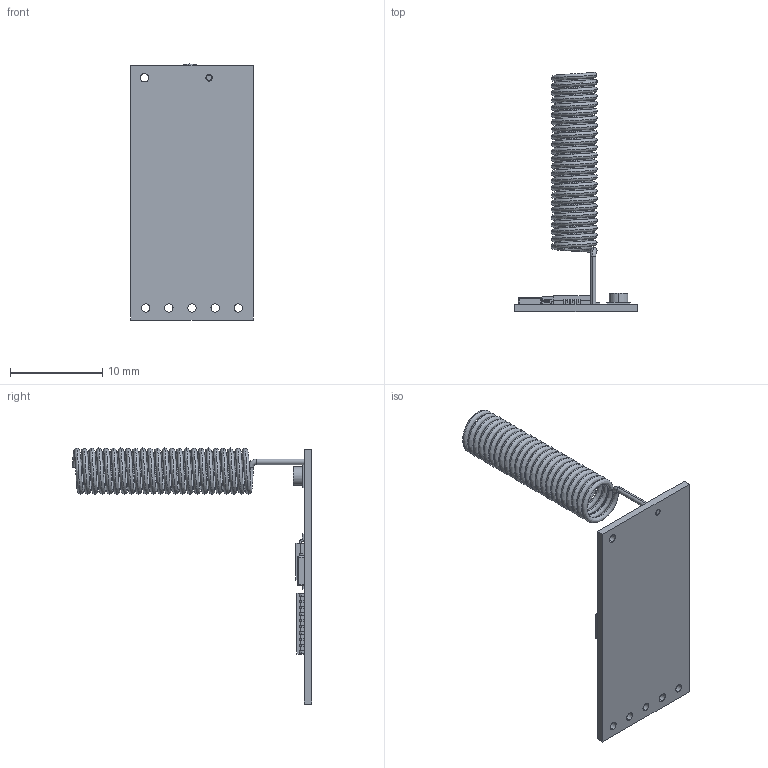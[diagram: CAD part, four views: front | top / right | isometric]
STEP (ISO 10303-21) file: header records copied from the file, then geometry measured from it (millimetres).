
FILE_DESCRIPTION (( 'STEP AP214' ), '1' );
FILE_NAME ('HC-12 SI4463 WIRELESS SERIAL MODULE.STEP', '2017-08-20T08:34:00', ( '' ), ( '' ), 'SwSTEP 2.0', 'SolidWorks 2017', '' );
FILE_SCHEMA (( 'AUTOMOTIVE_DESIGN' ));
Length unit declared in the file: millimetre
Products named in the file (7): LARGE IC CHIP, HC-12 SI4463 WIRELESS SERIAL MODULE; SPRING, HC-12 SI4463 WIRELESS SERIAL MODULE_9434K154; 30 MHZ CRYSTAL OSCILLATOR, HC-12 SI4463 WIRELESS SERIAL MODULE; PCB, HC-12 SI4463 WIRELESS SERIAL MODULE; HC-12 SI4463 WIRELESS SERIAL MODULE; ANTENNA MOUNT, HC-12 SI4463 WIRELESS SERIAL MODULE; SMALL IC CHIP, HC-12 SI4463 WIRELESS SERIAL MODULE
Assembly tree (6 placements, depth 2):
  HC-12 SI4463 WIRELESS SERIAL MODULE
    PCB, HC-12 SI4463 WIRELESS SERIAL MODULE
    ANTENNA MOUNT, HC-12 SI4463 WIRELESS SERIAL MODULE
    LARGE IC CHIP, HC-12 SI4463 WIRELESS SERIAL MODULE
    SMALL IC CHIP, HC-12 SI4463 WIRELESS SERIAL MODULE
    30 MHZ CRYSTAL OSCILLATOR, HC-12 SI4463 WIRELESS SERIAL MODULE
    SPRING, HC-12 SI4463 WIRELESS SERIAL MODULE_9434K154
Bounding box: 13.3 x 25.9 x 27.7 mm (x, y, z)
Volume: 434.6 mm3; surface area: 1697.2 mm2
Topology: 46 solids, 46 shells, 606 faces, 1514 edges, 997 vertices
Faces by surface type: plane 402, cylinder 190, sphere 6, bspline 6, torus 2
Entity records: 26490 total; most frequent: CARTESIAN_POINT 10384, DIRECTION 3112, ORIENTED_EDGE 3012, EDGE_CURVE 1506, LINE 1106, VECTOR 1106, AXIS2_PLACEMENT_3D 1003, VERTEX_POINT 995
